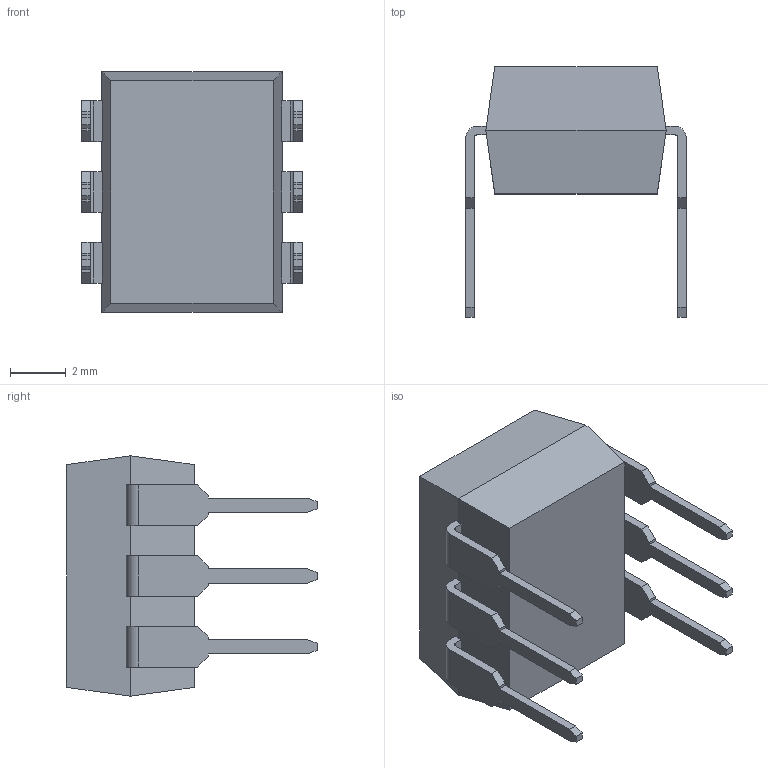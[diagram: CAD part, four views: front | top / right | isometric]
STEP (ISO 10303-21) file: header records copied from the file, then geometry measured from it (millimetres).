
FILE_DESCRIPTION (( 'STEP AP214' ), '1' );
FILE_NAME ('MCT2E.STEP', '2023-03-14T19:18:57', ( '' ), ( '' ), 'SwSTEP 2.0', 'SolidWorks 2021', '' );
FILE_SCHEMA (( 'AUTOMOTIVE_DESIGN' ));
Length unit declared in the file: inch
Products named in the file (1): MCT2E
Bounding box: 7.92 x 8.99 x 8.64 mm (x, y, z)
Volume: 246.2 mm3; surface area: 338.1 mm2
Topology: 8 solids, 8 shells, 131 faces, 338 edges, 224 vertices
Faces by surface type: plane 115, cylinder 16
Entity records: 4049 total; most frequent: CARTESIAN_POINT 694, ORIENTED_EDGE 676, DIRECTION 634, EDGE_CURVE 338, VECTOR 306, LINE 306, VERTEX_POINT 224, AXIS2_PLACEMENT_3D 164
